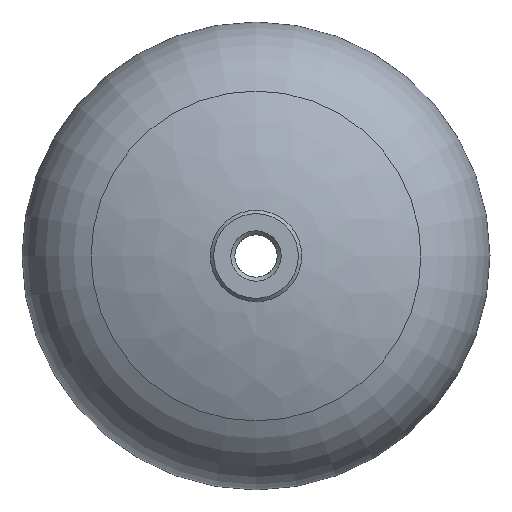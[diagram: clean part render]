
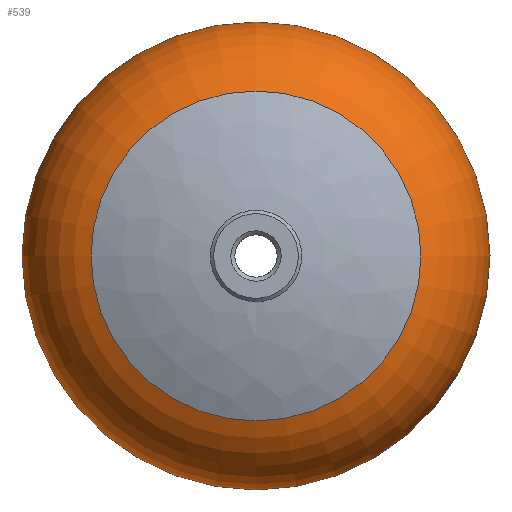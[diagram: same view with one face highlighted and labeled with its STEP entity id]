
A CAD part, front view. The second image highlights one B-rep face of the part: STEP entity #539.
In plain terms, the highlighted toroidal (fillet/blend) face has major radius 54.988 mm and minor radius 50 mm.
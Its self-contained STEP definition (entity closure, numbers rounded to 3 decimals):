
#48=TOROIDAL_SURFACE('',#614,54.988,50.);
#73=FACE_BOUND('',#182,.T.);
#119=FACE_OUTER_BOUND('',#181,.T.);
#181=EDGE_LOOP('',(#452,#453));
#182=EDGE_LOOP('',(#454));
#254=CIRCLE('',#603,74.023);
#255=CIRCLE('',#604,74.023);
#260=CIRCLE('',#613,104.988);
#306=VERTEX_POINT('',#1026);
#307=VERTEX_POINT('',#1027);
#312=VERTEX_POINT('',#1045);
#361=EDGE_CURVE('',#306,#307,#254,.T.);
#362=EDGE_CURVE('',#307,#306,#255,.T.);
#368=EDGE_CURVE('',#312,#312,#260,.T.);
#452=ORIENTED_EDGE('',*,*,#361,.T.);
#453=ORIENTED_EDGE('',*,*,#362,.T.);
#454=ORIENTED_EDGE('',*,*,#368,.F.);
#539=ADVANCED_FACE('',(#119,#73),#48,.T.);
#603=AXIS2_PLACEMENT_3D('',#1028,#732,#733);
#604=AXIS2_PLACEMENT_3D('',#1029,#734,#735);
#613=AXIS2_PLACEMENT_3D('',#1046,#752,#753);
#614=AXIS2_PLACEMENT_3D('',#1047,#754,#755);
#732=DIRECTION('center_axis',(0.,1.,0.));
#733=DIRECTION('ref_axis',(0.,0.,1.));
#734=DIRECTION('center_axis',(0.,1.,0.));
#735=DIRECTION('ref_axis',(0.,0.,1.));
#752=DIRECTION('center_axis',(0.,1.,0.));
#753=DIRECTION('ref_axis',(0.,0.,1.));
#754=DIRECTION('center_axis',(0.,1.,0.));
#755=DIRECTION('ref_axis',(0.,0.,1.));
#1026=CARTESIAN_POINT('',(-20.026,-99.035,74.023));
#1027=CARTESIAN_POINT('',(-20.026,-99.035,-74.023));
#1028=CARTESIAN_POINT('Origin',(-20.026,-99.035,0.));
#1029=CARTESIAN_POINT('Origin',(-20.026,-99.035,0.));
#1045=CARTESIAN_POINT('',(-20.026,-52.8,104.988));
#1046=CARTESIAN_POINT('Origin',(-20.026,-52.8,0.));
#1047=CARTESIAN_POINT('Origin',(-20.026,-52.8,0.));
